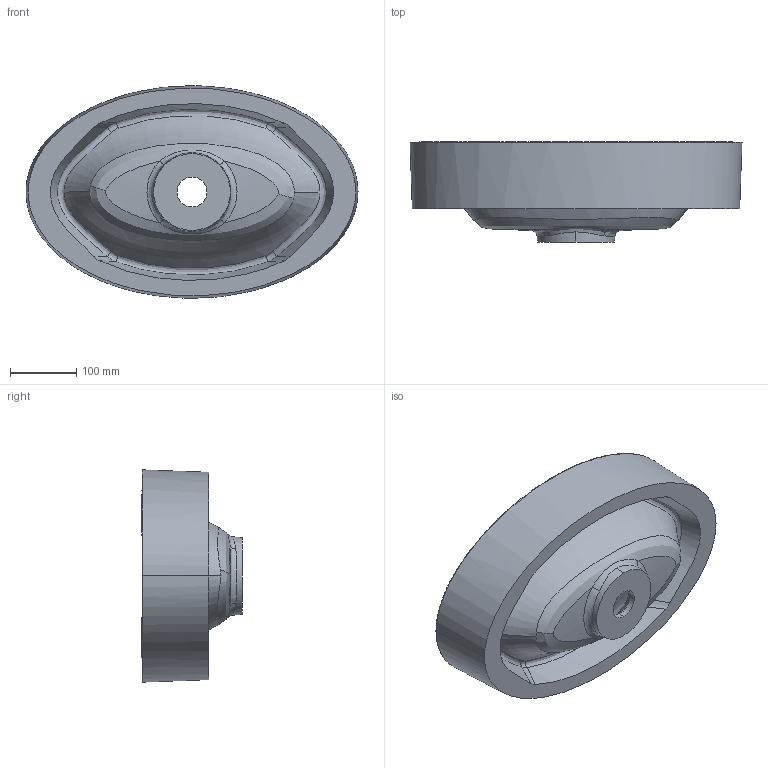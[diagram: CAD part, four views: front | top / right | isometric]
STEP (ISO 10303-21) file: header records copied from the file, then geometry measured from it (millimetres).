
FILE_DESCRIPTION (( 'STEP AP214' ), '1' );
FILE_NAME ('Evora1.STEP', '2019-11-08T12:13:29', ( '' ), ( '' ), 'SwSTEP 2.0', 'SolidWorks 2018', '' );
FILE_SCHEMA (( 'AUTOMOTIVE_DESIGN' ));
Length unit declared in the file: millimetre
Products named in the file (1): Evora1
Bounding box: 499.82 x 150.67 x 319.54 mm (x, y, z)
Volume: 4757408.5 mm3; surface area: 493668 mm2
Topology: 1 solids, 1 shells, 52 faces, 128 edges, 80 vertices
Faces by surface type: bspline 39, torus 4, cone 4, plane 3, cylinder 2
Entity records: 20316 total; most frequent: CARTESIAN_POINT 19328, ORIENTED_EDGE 256, EDGE_CURVE 128, DIRECTION 110, B_SPLINE_CURVE_WITH_KNOTS 84, VERTEX_POINT 80, EDGE_LOOP 56, FACE_OUTER_BOUND 52
